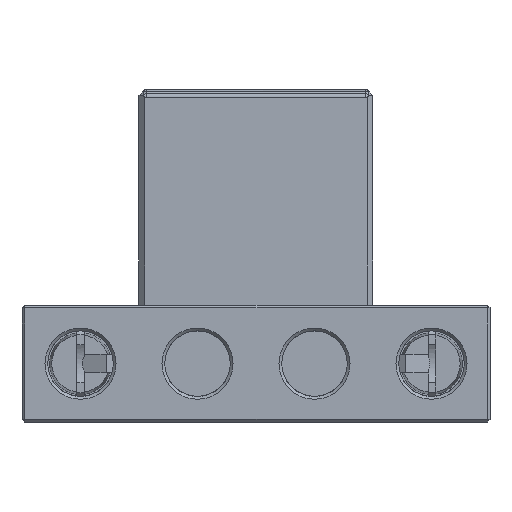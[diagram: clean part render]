
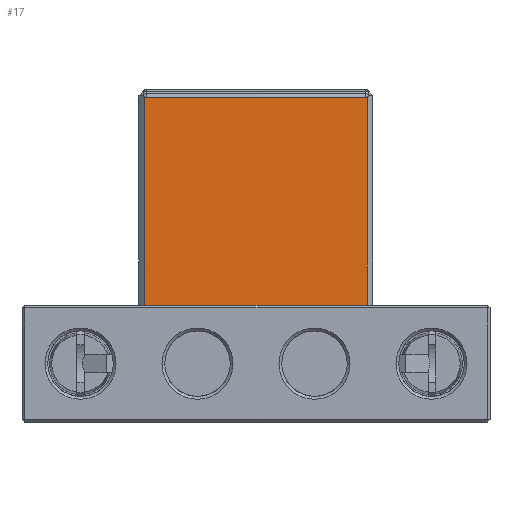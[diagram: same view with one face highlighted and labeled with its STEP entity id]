
A CAD part, left-side view. The second image highlights one B-rep face of the part: STEP entity #17.
In plain terms, the highlighted planar face has unit normal (-1, 0, 0).
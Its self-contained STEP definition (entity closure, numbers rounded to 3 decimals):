
#17 = ADVANCED_FACE('',(#18),#82,.T.);
#18 = FACE_BOUND('',#19,.T.);
#19 = EDGE_LOOP('',(#20,#30,#45,#53,#68,#76));
#20 = ORIENTED_EDGE('',*,*,#21,.T.);
#21 = EDGE_CURVE('',#22,#24,#26,.T.);
#22 = VERTEX_POINT('',#23);
#23 = CARTESIAN_POINT('',(-9.375,-11.9,12.5));
#24 = VERTEX_POINT('',#25);
#25 = CARTESIAN_POINT('',(-9.375,-11.9,34.587));
#26 = LINE('',#27,#28);
#27 = CARTESIAN_POINT('',(-9.375,-11.9,12.5));
#28 = VECTOR('',#29,1.);
#29 = DIRECTION('',(0.,0.,1.));
#30 = ORIENTED_EDGE('',*,*,#31,.T.);
#31 = EDGE_CURVE('',#24,#32,#34,.T.);
#32 = VERTEX_POINT('',#33);
#33 = CARTESIAN_POINT('',(-9.375,-11.709,34.651));
#34 = B_SPLINE_CURVE_WITH_KNOTS('',9,(#35,#36,#37,#38,#39,#40,#41,#42,
    #43,#44),.UNSPECIFIED.,.F.,.F.,(10,10),(0.,1.),
  .PIECEWISE_BEZIER_KNOTS.);
#35 = CARTESIAN_POINT('',(-9.375,-11.9,34.587));
#36 = CARTESIAN_POINT('',(-9.375,-11.9,34.612));
#37 = CARTESIAN_POINT('',(-9.375,-11.889,34.638));
#38 = CARTESIAN_POINT('',(-9.375,-11.866,34.658));
#39 = CARTESIAN_POINT('',(-9.375,-11.836,34.666));
#40 = CARTESIAN_POINT('',(-9.375,-11.811,34.665));
#41 = CARTESIAN_POINT('',(-9.375,-11.785,34.661));
#42 = CARTESIAN_POINT('',(-9.375,-11.761,34.656));
#43 = CARTESIAN_POINT('',(-9.375,-11.735,34.651));
#44 = CARTESIAN_POINT('',(-9.375,-11.709,34.651));
#45 = ORIENTED_EDGE('',*,*,#46,.T.);
#46 = EDGE_CURVE('',#32,#47,#49,.T.);
#47 = VERTEX_POINT('',#48);
#48 = CARTESIAN_POINT('',(-9.375,11.709,34.651));
#49 = LINE('',#50,#51);
#50 = CARTESIAN_POINT('',(-9.375,-11.9,34.651));
#51 = VECTOR('',#52,1.);
#52 = DIRECTION('',(0.,1.,0.));
#53 = ORIENTED_EDGE('',*,*,#54,.F.);
#54 = EDGE_CURVE('',#55,#47,#57,.T.);
#55 = VERTEX_POINT('',#56);
#56 = CARTESIAN_POINT('',(-9.375,11.9,34.587));
#57 = B_SPLINE_CURVE_WITH_KNOTS('',9,(#58,#59,#60,#61,#62,#63,#64,#65,
    #66,#67),.UNSPECIFIED.,.F.,.F.,(10,10),(0.,1.),
  .PIECEWISE_BEZIER_KNOTS.);
#58 = CARTESIAN_POINT('',(-9.375,11.9,34.587));
#59 = CARTESIAN_POINT('',(-9.375,11.9,34.612));
#60 = CARTESIAN_POINT('',(-9.375,11.889,34.638));
#61 = CARTESIAN_POINT('',(-9.375,11.866,34.658));
#62 = CARTESIAN_POINT('',(-9.375,11.836,34.666));
#63 = CARTESIAN_POINT('',(-9.375,11.811,34.665));
#64 = CARTESIAN_POINT('',(-9.375,11.785,34.661));
#65 = CARTESIAN_POINT('',(-9.375,11.761,34.656));
#66 = CARTESIAN_POINT('',(-9.375,11.735,34.651));
#67 = CARTESIAN_POINT('',(-9.375,11.709,34.651));
#68 = ORIENTED_EDGE('',*,*,#69,.F.);
#69 = EDGE_CURVE('',#70,#55,#72,.T.);
#70 = VERTEX_POINT('',#71);
#71 = CARTESIAN_POINT('',(-9.375,11.9,12.5));
#72 = LINE('',#73,#74);
#73 = CARTESIAN_POINT('',(-9.375,11.9,12.5));
#74 = VECTOR('',#75,1.);
#75 = DIRECTION('',(0.,0.,1.));
#76 = ORIENTED_EDGE('',*,*,#77,.F.);
#77 = EDGE_CURVE('',#22,#70,#78,.T.);
#78 = LINE('',#79,#80);
#79 = CARTESIAN_POINT('',(-9.375,-12.5,12.5));
#80 = VECTOR('',#81,1.);
#81 = DIRECTION('',(0.,1.,0.));
#82 = PLANE('',#83);
#83 = AXIS2_PLACEMENT_3D('',#84,#85,#86);
#84 = CARTESIAN_POINT('',(-9.375,-12.5,12.5));
#85 = DIRECTION('',(-1.,0.,0.));
#86 = DIRECTION('',(0.,1.,0.));
